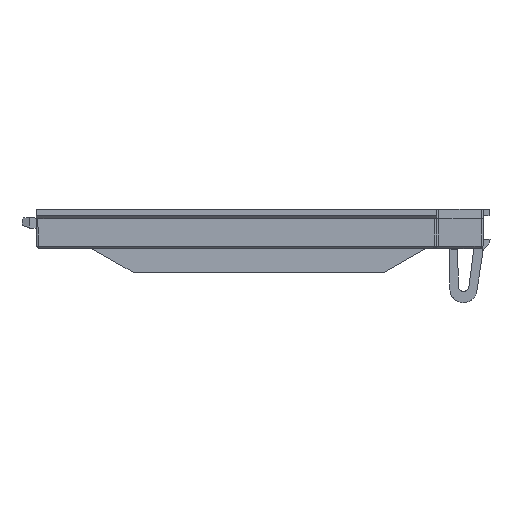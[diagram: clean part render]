
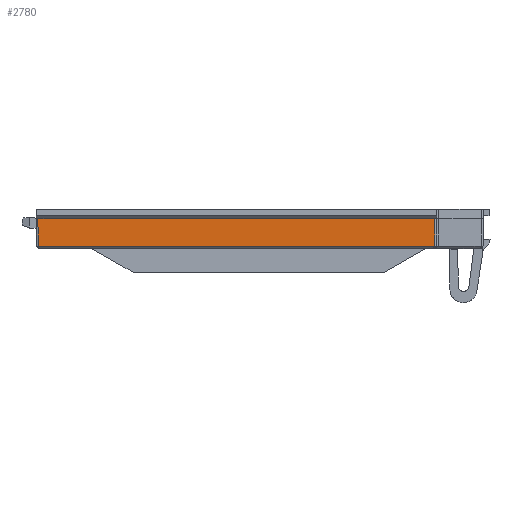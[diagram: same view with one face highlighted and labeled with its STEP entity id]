
A CAD part, front view. The second image highlights one B-rep face of the part: STEP entity #2780.
In plain terms, the highlighted planar face has unit normal (0, -1, -0.018).
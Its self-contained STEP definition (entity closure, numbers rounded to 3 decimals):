
#31 = EDGE_CURVE ( 'NONE', #9533, #4085, #6985, .T. ) ;
#585 = DIRECTION ( 'NONE',  ( -1., 0., 0. ) ) ;
#859 = ORIENTED_EDGE ( 'NONE', *, *, #31, .T. ) ;
#1226 = VERTEX_POINT ( 'NONE', #8350 ) ;
#1541 = CARTESIAN_POINT ( 'NONE',  ( 18.8, -30., 1. ) ) ;
#1576 = VECTOR ( 'NONE', #3140, 1000. ) ;
#2222 = VECTOR ( 'NONE', #6169, 1000. ) ;
#2686 = ORIENTED_EDGE ( 'NONE', *, *, #3389, .F. ) ;
#2780 = ADVANCED_FACE ( 'NONE', ( #10097 ), #2995, .T. ) ;
#2995 = PLANE ( 'NONE',  #4890 ) ;
#3140 = DIRECTION ( 'NONE',  ( -0.017, -0.017, 1. ) ) ;
#3208 = CARTESIAN_POINT ( 'NONE',  ( -23.749, -29.948, -1.952 ) ) ;
#3300 = EDGE_CURVE ( 'NONE', #1226, #6991, #7876, .T. ) ;
#3389 = EDGE_CURVE ( 'NONE', #9533, #1226, #9322, .T. ) ;
#3596 = EDGE_LOOP ( 'NONE', ( #859, #3840, #9850, #2686 ) ) ;
#3832 = CARTESIAN_POINT ( 'NONE',  ( 18.8, -30., 1. ) ) ;
#3840 = ORIENTED_EDGE ( 'NONE', *, *, #8447, .F. ) ;
#3864 = CARTESIAN_POINT ( 'NONE',  ( 18.8, -30., 1. ) ) ;
#3924 = LINE ( 'NONE', #7092, #1576 ) ;
#4085 = VERTEX_POINT ( 'NONE', #8324 ) ;
#4890 = AXIS2_PLACEMENT_3D ( 'NONE', #9317, #9894, #6841 ) ;
#6169 = DIRECTION ( 'NONE',  ( -1., 0., 0. ) ) ;
#6218 = CARTESIAN_POINT ( 'NONE',  ( 18.749, -29.948, -1.952 ) ) ;
#6329 = VECTOR ( 'NONE', #585, 1000. ) ;
#6545 = VECTOR ( 'NONE', #7976, 1000. ) ;
#6841 = DIRECTION ( 'NONE',  ( 0., 0.017, -1. ) ) ;
#6985 = LINE ( 'NONE', #3864, #6329 ) ;
#6991 = VERTEX_POINT ( 'NONE', #3208 ) ;
#7092 = CARTESIAN_POINT ( 'NONE',  ( -23.749, -29.948, -1.952 ) ) ;
#7876 = LINE ( 'NONE', #6218, #2222 ) ;
#7976 = DIRECTION ( 'NONE',  ( -0.017, 0.017, -1. ) ) ;
#8324 = CARTESIAN_POINT ( 'NONE',  ( -23.8, -30., 1. ) ) ;
#8350 = CARTESIAN_POINT ( 'NONE',  ( 18.749, -29.948, -1.952 ) ) ;
#8447 = EDGE_CURVE ( 'NONE', #6991, #4085, #3924, .T. ) ;
#9317 = CARTESIAN_POINT ( 'NONE',  ( -23.9, -30., 1. ) ) ;
#9322 = LINE ( 'NONE', #1541, #6545 ) ;
#9533 = VERTEX_POINT ( 'NONE', #3832 ) ;
#9850 = ORIENTED_EDGE ( 'NONE', *, *, #3300, .F. ) ;
#9894 = DIRECTION ( 'NONE',  ( 0., -1., -0.017 ) ) ;
#10097 = FACE_OUTER_BOUND ( 'NONE', #3596, .T. ) ;
